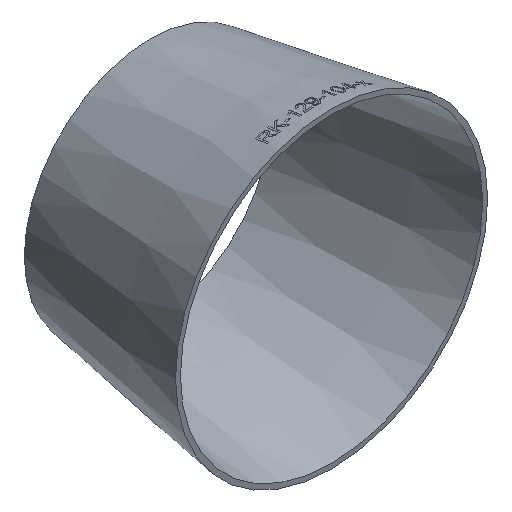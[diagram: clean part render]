
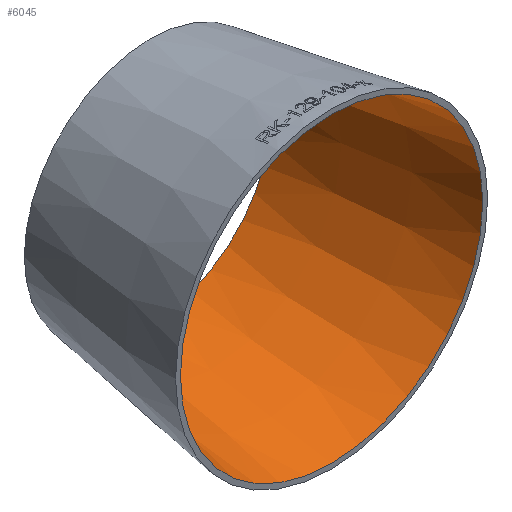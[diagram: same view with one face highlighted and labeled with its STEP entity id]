
A CAD part, isometric view. The second image highlights one B-rep face of the part: STEP entity #6045.
In plain terms, the highlighted conical face has half-angle 9.462 degrees and reference radius 62.472 mm.
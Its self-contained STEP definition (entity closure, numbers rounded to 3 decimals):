
#231 = EDGE_CURVE ( 'NONE', #10632, #10632, #15794, .T. ) ;
#430 = FACE_OUTER_BOUND ( 'NONE', #12900, .T. ) ;
#2022 = CARTESIAN_POINT ( 'NONE',  ( 0., 75., 0. ) ) ;
#3137 = AXIS2_PLACEMENT_3D ( 'NONE', #7668, #8808, #12637 ) ;
#3174 = VERTEX_POINT ( 'NONE', #4607 ) ;
#3646 = EDGE_LOOP ( 'NONE', ( #7340 ) ) ;
#4064 = DIRECTION ( 'NONE',  ( 0., -1., 0. ) ) ;
#4607 = CARTESIAN_POINT ( 'NONE',  ( 0., 75., -49.972 ) ) ;
#6045 = ADVANCED_FACE ( 'NONE', ( #6493, #430 ), #14703, .F. ) ;
#6408 = CARTESIAN_POINT ( 'NONE',  ( 0., 0., 0. ) ) ;
#6493 = FACE_BOUND ( 'NONE', #3646, .T. ) ;
#7280 = ORIENTED_EDGE ( 'NONE', *, *, #231, .T. ) ;
#7340 = ORIENTED_EDGE ( 'NONE', *, *, #15988, .F. ) ;
#7668 = CARTESIAN_POINT ( 'NONE',  ( 0., 0., 0. ) ) ;
#8093 = CARTESIAN_POINT ( 'NONE',  ( 0., 0., -62.472 ) ) ;
#8808 = DIRECTION ( 'NONE',  ( 0., -1., 0. ) ) ;
#10151 = DIRECTION ( 'NONE',  ( 0., 0., -1. ) ) ;
#10632 = VERTEX_POINT ( 'NONE', #8093 ) ;
#10706 = DIRECTION ( 'NONE',  ( 0., -1., 0. ) ) ;
#11032 = AXIS2_PLACEMENT_3D ( 'NONE', #2022, #10706, #15495 ) ;
#11357 = AXIS2_PLACEMENT_3D ( 'NONE', #6408, #4064, #10151 ) ;
#11835 = CIRCLE ( 'NONE', #11032, 49.972 ) ;
#12637 = DIRECTION ( 'NONE',  ( 0., 0., -1. ) ) ;
#12900 = EDGE_LOOP ( 'NONE', ( #7280 ) ) ;
#14703 = CONICAL_SURFACE ( 'NONE', #11357, 62.472, 0.165 ) ;
#15495 = DIRECTION ( 'NONE',  ( 0., 0., -1. ) ) ;
#15794 = CIRCLE ( 'NONE', #3137, 62.472 ) ;
#15988 = EDGE_CURVE ( 'NONE', #3174, #3174, #11835, .T. ) ;
